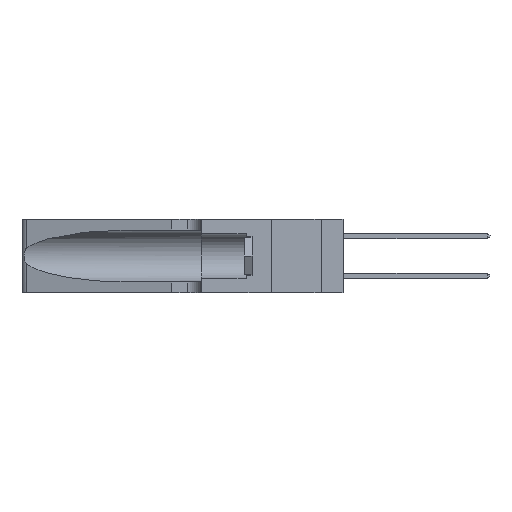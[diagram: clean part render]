
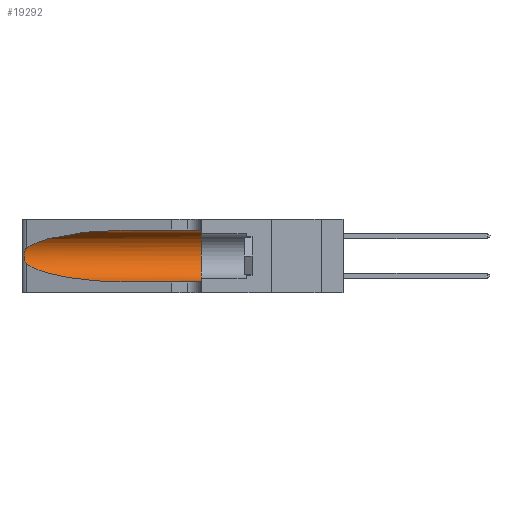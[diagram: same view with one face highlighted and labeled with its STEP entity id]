
A CAD part, left-side view. The second image highlights one B-rep face of the part: STEP entity #19292.
In plain terms, the highlighted cylindrical face has radius 3.308 mm (diameter 6.617 mm), a partial arc.
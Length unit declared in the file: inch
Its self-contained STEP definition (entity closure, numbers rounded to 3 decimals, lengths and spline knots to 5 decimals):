
#448 = CARTESIAN_POINT ( 'NONE',  ( 0.1305, 0.72297, 0.05475 ) ) ;
#1162 = AXIS2_PLACEMENT_3D ( 'NONE', #12802, #31905, #29345 ) ;
#1166 = CARTESIAN_POINT ( 'NONE',  ( 0.25856, 1.23593, 0.16098 ) ) ;
#1278 = CARTESIAN_POINT ( 'NONE',  ( 0.26075, 1.23896, 0.19203 ) ) ;
#3953 = AXIS2_PLACEMENT_3D ( 'NONE', #14528, #9339, #9226 ) ;
#4168 = CARTESIAN_POINT ( 'NONE',  ( 0.25789, 1.23486, 0.15765 ) ) ;
#4405 = EDGE_CURVE ( 'NONE', #27599, #24729, #9425, .T. ) ;
#5134 = CARTESIAN_POINT ( 'NONE',  ( 0.1305, 0.35, 0.05475 ) ) ;
#5283 = CARTESIAN_POINT ( 'NONE',  ( 0.2373, 1.15595, 0.28018 ) ) ;
#5307 = EDGE_CURVE ( 'NONE', #28473, #7093, #23759, .T. ) ;
#5653 = EDGE_CURVE ( 'NONE', #7093, #10201, #26302, .T. ) ;
#7093 = VERTEX_POINT ( 'NONE', #16048 ) ;
#7194 =( BOUNDED_CURVE ( )  B_SPLINE_CURVE ( 3, ( #35574, #21819, #5283, #32707 ),
 .UNSPECIFIED., .F., .F. ) 
 B_SPLINE_CURVE_WITH_KNOTS ( ( 4, 4 ),
 ( 1.5708, 2.84003 ),
 .UNSPECIFIED. ) 
 CURVE ( )  GEOMETRIC_REPRESENTATION_ITEM ( )  RATIONAL_B_SPLINE_CURVE ( ( 1., 0.87, 0.87, 1. ) ) 
 REPRESENTATION_ITEM ( '' )  );
#7928 = CARTESIAN_POINT ( 'NONE',  ( 0.25487, 1.22718, 0.14631 ) ) ;
#8859 = VECTOR ( 'NONE', #12960, 39.37008 ) ;
#9226 = DIRECTION ( 'NONE',  ( 0., 0., -1. ) ) ;
#9339 = DIRECTION ( 'NONE',  ( 0., -1., 0. ) ) ;
#9425 = B_SPLINE_CURVE_WITH_KNOTS ( 'NONE', 3,
 ( #28659, #15166, #9510, #31471, #12375, #34208, #1278, #28903, #17677, #1166, #4168, #20650, #31706, #28779 ),
 .UNSPECIFIED., .F., .F.,
 ( 4, 2, 2, 2, 2, 2, 4 ),
 ( 0., 0.00027, 0.00053, 0.00107, 0.0016, 0.00187, 0.00214 ),
 .UNSPECIFIED. ) ;
#9510 = CARTESIAN_POINT ( 'NONE',  ( 0.25639, 1.23184, 0.21858 ) ) ;
#10201 = VERTEX_POINT ( 'NONE', #5134 ) ;
#10728 = EDGE_CURVE ( 'NONE', #28473, #27599, #7194, .T. ) ;
#12375 = CARTESIAN_POINT ( 'NONE',  ( 0.25854, 1.2359, 0.20912 ) ) ;
#12736 = VERTEX_POINT ( 'NONE', #448 ) ;
#12802 = CARTESIAN_POINT ( 'NONE',  ( 0.1305, 0.35, 0.185 ) ) ;
#12960 = DIRECTION ( 'NONE',  ( 0., -1., 0. ) ) ;
#14528 = CARTESIAN_POINT ( 'NONE',  ( 0.1305, 1.61858, 0.185 ) ) ;
#15166 = CARTESIAN_POINT ( 'NONE',  ( 0.25555, 1.22994, 0.2215 ) ) ;
#16048 = CARTESIAN_POINT ( 'NONE',  ( 0.1305, 0.35, 0.31525 ) ) ;
#16196 = CARTESIAN_POINT ( 'NONE',  ( 0.25487, 1.22718, 0.14631 ) ) ;
#16213 = ORIENTED_EDGE ( 'NONE', *, *, #18954, .T. ) ;
#16483 = CARTESIAN_POINT ( 'NONE',  ( 0.2373, 1.15595, 0.08982 ) ) ;
#16963 = ORIENTED_EDGE ( 'NONE', *, *, #5653, .F. ) ;
#17178 = DIRECTION ( 'NONE',  ( 0., -1., 0. ) ) ;
#17651 = FACE_OUTER_BOUND ( 'NONE', #20368, .T. ) ;
#17677 = CARTESIAN_POINT ( 'NONE',  ( 0.26017, 1.23833, 0.17102 ) ) ;
#18954 = EDGE_CURVE ( 'NONE', #24729, #12736, #22690, .T. ) ;
#18985 = VECTOR ( 'NONE', #17178, 39.37008 ) ;
#19292 = ADVANCED_FACE ( 'NONE', ( #17651 ), #27122, .F. ) ;
#19992 = LINE ( 'NONE', #23968, #8859 ) ;
#20368 = EDGE_LOOP ( 'NONE', ( #35538, #22412, #16213, #28184, #16963, #29004 ) ) ;
#20650 = CARTESIAN_POINT ( 'NONE',  ( 0.25639, 1.23186, 0.15144 ) ) ;
#21819 = CARTESIAN_POINT ( 'NONE',  ( 0.18966, 0.96281, 0.31525 ) ) ;
#22412 = ORIENTED_EDGE ( 'NONE', *, *, #4405, .T. ) ;
#22690 =( BOUNDED_CURVE ( )  B_SPLINE_CURVE ( 3, ( #7928, #16483, #35653, #32904 ),
 .UNSPECIFIED., .F., .F. ) 
 B_SPLINE_CURVE_WITH_KNOTS ( ( 4, 4 ),
 ( 3.44316, 4.71239 ),
 .UNSPECIFIED. ) 
 CURVE ( )  GEOMETRIC_REPRESENTATION_ITEM ( )  RATIONAL_B_SPLINE_CURVE ( ( 1., 0.87, 0.87, 1. ) ) 
 REPRESENTATION_ITEM ( '' )  );
#23759 = LINE ( 'NONE', #28371, #18985 ) ;
#23968 = CARTESIAN_POINT ( 'NONE',  ( 0.1305, 1.61858, 0.05475 ) ) ;
#24729 = VERTEX_POINT ( 'NONE', #16196 ) ;
#25481 = CARTESIAN_POINT ( 'NONE',  ( 0.25487, 1.22718, 0.22369 ) ) ;
#26302 = CIRCLE ( 'NONE', #1162, 0.13025 ) ;
#27122 = CYLINDRICAL_SURFACE ( 'NONE', #3953, 0.13025 ) ;
#27599 = VERTEX_POINT ( 'NONE', #25481 ) ;
#28184 = ORIENTED_EDGE ( 'NONE', *, *, #31973, .T. ) ;
#28371 = CARTESIAN_POINT ( 'NONE',  ( 0.1305, 1.61858, 0.31525 ) ) ;
#28473 = VERTEX_POINT ( 'NONE', #33587 ) ;
#28659 = CARTESIAN_POINT ( 'NONE',  ( 0.25487, 1.22718, 0.22369 ) ) ;
#28779 = CARTESIAN_POINT ( 'NONE',  ( 0.25487, 1.22718, 0.14631 ) ) ;
#28903 = CARTESIAN_POINT ( 'NONE',  ( 0.26075, 1.23896, 0.178 ) ) ;
#29004 = ORIENTED_EDGE ( 'NONE', *, *, #5307, .F. ) ;
#29345 = DIRECTION ( 'NONE',  ( 0., 0., 1. ) ) ;
#31471 = CARTESIAN_POINT ( 'NONE',  ( 0.25787, 1.23484, 0.2124 ) ) ;
#31706 = CARTESIAN_POINT ( 'NONE',  ( 0.25555, 1.22993, 0.14849 ) ) ;
#31905 = DIRECTION ( 'NONE',  ( 0., 1., 0. ) ) ;
#31973 = EDGE_CURVE ( 'NONE', #12736, #10201, #19992, .T. ) ;
#32707 = CARTESIAN_POINT ( 'NONE',  ( 0.25487, 1.22718, 0.22369 ) ) ;
#32904 = CARTESIAN_POINT ( 'NONE',  ( 0.1305, 0.72297, 0.05475 ) ) ;
#33587 = CARTESIAN_POINT ( 'NONE',  ( 0.1305, 0.72297, 0.31525 ) ) ;
#34208 = CARTESIAN_POINT ( 'NONE',  ( 0.26018, 1.23835, 0.19895 ) ) ;
#35538 = ORIENTED_EDGE ( 'NONE', *, *, #10728, .T. ) ;
#35574 = CARTESIAN_POINT ( 'NONE',  ( 0.1305, 0.72297, 0.31525 ) ) ;
#35653 = CARTESIAN_POINT ( 'NONE',  ( 0.18966, 0.96281, 0.05475 ) ) ;
